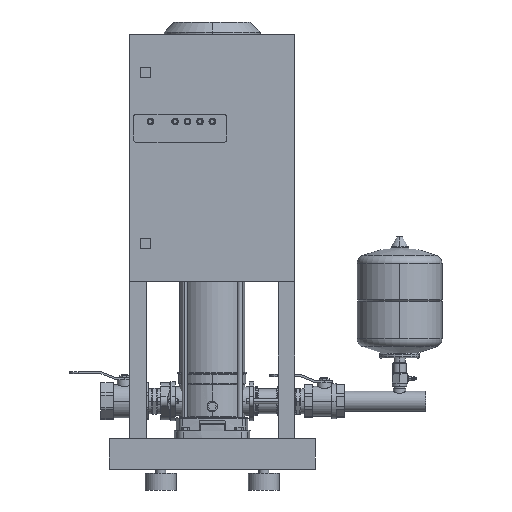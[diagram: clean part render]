
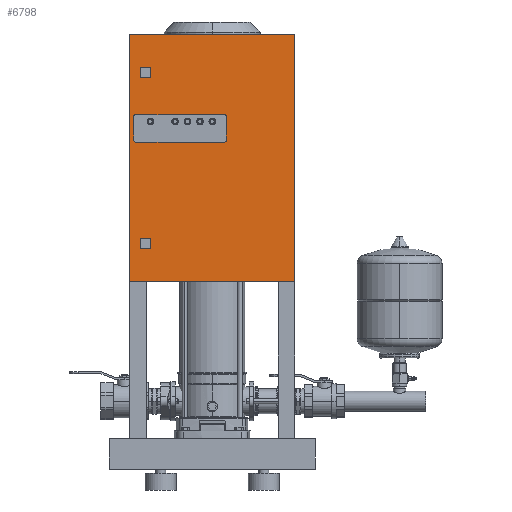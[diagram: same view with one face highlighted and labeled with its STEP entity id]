
A CAD part, front view. The second image highlights one B-rep face of the part: STEP entity #6798.
In plain terms, the highlighted planar face has unit normal (0, -1, 0).
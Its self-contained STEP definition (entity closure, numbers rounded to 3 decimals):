
#6085=CARTESIAN_POINT('',(-185.,-415.0,910.0));
#6086=VERTEX_POINT('',#6085);
#6093=CARTESIAN_POINT('',(-190.,-415.0,905.0));
#6094=VERTEX_POINT('',#6093);
#6095=CARTESIAN_POINT('',(-185.,-415.,905.0));
#6096=DIRECTION('',(0.0,1.,0.0));
#6097=DIRECTION('',(-0.707,0.0,0.707));
#6098=AXIS2_PLACEMENT_3D('',#6095,#6096,#6097);
#6099=CIRCLE('',#6098,5.);
#6100=EDGE_CURVE('',#6094,#6086,#6099,.T.);
#6117=CARTESIAN_POINT('',(-190.,-415.0,848.0));
#6118=VERTEX_POINT('',#6117);
#6119=CARTESIAN_POINT('',(-190.,-415.0,848.0));
#6120=DIRECTION('',(0.0,0.0,1.0));
#6121=VECTOR('',#6120,57.0);
#6122=LINE('',#6119,#6121);
#6123=EDGE_CURVE('',#6118,#6094,#6122,.T.);
#6140=CARTESIAN_POINT('',(-185.,-415.0,843.0));
#6141=VERTEX_POINT('',#6140);
#6142=CARTESIAN_POINT('',(-185.,-415.,848.0));
#6143=DIRECTION('',(0.0,1.,0.0));
#6144=DIRECTION('',(-0.707,0.0,-0.707));
#6145=AXIS2_PLACEMENT_3D('',#6142,#6143,#6144);
#6146=CIRCLE('',#6145,5.);
#6147=EDGE_CURVE('',#6141,#6118,#6146,.T.);
#6167=CARTESIAN_POINT('',(29.,-415.0,910.0));
#6168=VERTEX_POINT('',#6167);
#6175=CARTESIAN_POINT('',(-185.,-415.0,910.0));
#6176=DIRECTION('',(1.0,0.0,0.0));
#6177=VECTOR('',#6176,214.);
#6178=LINE('',#6175,#6177);
#6179=EDGE_CURVE('',#6086,#6168,#6178,.T.);
#6190=CARTESIAN_POINT('',(29.,-415.0,843.0));
#6191=VERTEX_POINT('',#6190);
#6192=CARTESIAN_POINT('',(29.,-415.0,843.0));
#6193=DIRECTION('',(-1.0,0.0,0.0));
#6194=VECTOR('',#6193,214.);
#6195=LINE('',#6192,#6194);
#6196=EDGE_CURVE('',#6191,#6141,#6195,.T.);
#6215=CARTESIAN_POINT('',(34.,-415.0,848.0));
#6216=VERTEX_POINT('',#6215);
#6217=CARTESIAN_POINT('',(29.,-415.,848.0));
#6218=DIRECTION('',(0.0,1.0,0.0));
#6219=DIRECTION('',(0.0,0.0,1.0));
#6220=AXIS2_PLACEMENT_3D('',#6217,#6218,#6219);
#6221=CIRCLE('',#6220,5.);
#6222=EDGE_CURVE('',#6216,#6191,#6221,.T.);
#6240=CARTESIAN_POINT('',(34.,-415.0,905.0));
#6241=VERTEX_POINT('',#6240);
#6242=CARTESIAN_POINT('',(34.,-415.0,905.0));
#6243=DIRECTION('',(0.0,0.0,-1.0));
#6244=VECTOR('',#6243,57.0);
#6245=LINE('',#6242,#6244);
#6246=EDGE_CURVE('',#6241,#6216,#6245,.T.);
#6264=CARTESIAN_POINT('',(29.,-415.,905.0));
#6265=DIRECTION('',(0.0,1.0,0.0));
#6266=DIRECTION('',(-1.0,0.0,0.0));
#6267=AXIS2_PLACEMENT_3D('',#6264,#6265,#6266);
#6268=CIRCLE('',#6267,5.);
#6269=EDGE_CURVE('',#6168,#6241,#6268,.T.);
#6370=CARTESIAN_POINT('',(-150.,-415.,1025.0));
#6371=VERTEX_POINT('',#6370);
#6378=CARTESIAN_POINT('',(-175.,-415.,1025.0));
#6379=VERTEX_POINT('',#6378);
#6380=CARTESIAN_POINT('',(-175.,-415.,1025.0));
#6381=DIRECTION('',(1.0,0.0,0.0));
#6382=VECTOR('',#6381,25.);
#6383=LINE('',#6380,#6382);
#6384=EDGE_CURVE('',#6379,#6371,#6383,.T.);
#6402=CARTESIAN_POINT('',(-175.,-415.,1000.0));
#6403=VERTEX_POINT('',#6402);
#6404=CARTESIAN_POINT('',(-175.,-415.,1000.0));
#6405=DIRECTION('',(0.0,0.0,1.0));
#6406=VECTOR('',#6405,25.0);
#6407=LINE('',#6404,#6406);
#6408=EDGE_CURVE('',#6403,#6379,#6407,.T.);
#6426=CARTESIAN_POINT('',(-150.,-415.,1000.0));
#6427=VERTEX_POINT('',#6426);
#6428=CARTESIAN_POINT('',(-150.,-415.,1000.0));
#6429=DIRECTION('',(-1.0,0.0,0.0));
#6430=VECTOR('',#6429,25.);
#6431=LINE('',#6428,#6430);
#6432=EDGE_CURVE('',#6427,#6403,#6431,.T.);
#6450=CARTESIAN_POINT('',(-150.,-415.,1025.0));
#6451=DIRECTION('',(0.0,0.0,-1.0));
#6452=VECTOR('',#6451,25.0);
#6453=LINE('',#6450,#6452);
#6454=EDGE_CURVE('',#6371,#6427,#6453,.T.);
#6515=CARTESIAN_POINT('',(-150.,-415.,585.0));
#6516=VERTEX_POINT('',#6515);
#6523=CARTESIAN_POINT('',(-150.,-415.,610.0));
#6524=VERTEX_POINT('',#6523);
#6525=CARTESIAN_POINT('',(-150.,-415.,610.0));
#6526=DIRECTION('',(0.0,0.0,-1.0));
#6527=VECTOR('',#6526,25.0);
#6528=LINE('',#6525,#6527);
#6529=EDGE_CURVE('',#6524,#6516,#6528,.T.);
#6553=CARTESIAN_POINT('',(-175.,-415.,585.0));
#6554=VERTEX_POINT('',#6553);
#6561=CARTESIAN_POINT('',(-150.,-415.,585.0));
#6562=DIRECTION('',(-1.0,0.0,0.0));
#6563=VECTOR('',#6562,25.0);
#6564=LINE('',#6561,#6563);
#6565=EDGE_CURVE('',#6516,#6554,#6564,.T.);
#6584=CARTESIAN_POINT('',(-175.,-415.,610.0));
#6585=VERTEX_POINT('',#6584);
#6592=CARTESIAN_POINT('',(-175.,-415.,585.0));
#6593=DIRECTION('',(0.0,0.0,1.0));
#6594=VECTOR('',#6593,25.0);
#6595=LINE('',#6592,#6594);
#6596=EDGE_CURVE('',#6554,#6585,#6595,.T.);
#6614=CARTESIAN_POINT('',(-175.,-415.,610.0));
#6615=DIRECTION('',(1.0,0.0,0.0));
#6616=VECTOR('',#6615,25.0);
#6617=LINE('',#6614,#6616);
#6618=EDGE_CURVE('',#6585,#6524,#6617,.T.);
#6651=CARTESIAN_POINT('',(-200.,-415.0,505.0));
#6652=VERTEX_POINT('',#6651);
#6659=CARTESIAN_POINT('',(-200.,-415.0,1105.0));
#6660=VERTEX_POINT('',#6659);
#6661=CARTESIAN_POINT('',(-200.,-415.0,505.0));
#6662=DIRECTION('',(0.0,0.0,1.0));
#6663=VECTOR('',#6662,600.0);
#6664=LINE('',#6661,#6663);
#6665=EDGE_CURVE('',#6652,#6660,#6664,.T.);
#6746=CARTESIAN_POINT('',(-100.,-415.,725.0));
#6747=DIRECTION('',(0.0,-1.0,0.0));
#6748=DIRECTION('',(1.0,0.0,0.0));
#6749=AXIS2_PLACEMENT_3D('',#6746,#6747,#6748);
#6750=PLANE('',#6749);
#6751=CARTESIAN_POINT('',(200.,-415.0,505.0));
#6752=VERTEX_POINT('',#6751);
#6753=CARTESIAN_POINT('',(200.,-415.0,505.0));
#6754=DIRECTION('',(-1.0,0.0,0.0));
#6755=VECTOR('',#6754,400.);
#6756=LINE('',#6753,#6755);
#6757=EDGE_CURVE('',#6752,#6652,#6756,.T.);
#6758=ORIENTED_EDGE('',*,*,#6757,.F.);
#6759=CARTESIAN_POINT('',(200.,-415.0,1105.0));
#6760=VERTEX_POINT('',#6759);
#6761=CARTESIAN_POINT('',(200.,-415.0,1105.0));
#6762=DIRECTION('',(0.0,0.0,-1.0));
#6763=VECTOR('',#6762,600.0);
#6764=LINE('',#6761,#6763);
#6765=EDGE_CURVE('',#6760,#6752,#6764,.T.);
#6766=ORIENTED_EDGE('',*,*,#6765,.F.);
#6767=CARTESIAN_POINT('',(-200.,-415.0,1105.0));
#6768=DIRECTION('',(1.0,0.0,0.0));
#6769=VECTOR('',#6768,400.0);
#6770=LINE('',#6767,#6769);
#6771=EDGE_CURVE('',#6660,#6760,#6770,.T.);
#6772=ORIENTED_EDGE('',*,*,#6771,.F.);
#6773=ORIENTED_EDGE('',*,*,#6665,.F.);
#6774=EDGE_LOOP('',(#6758,#6766,#6772,#6773));
#6775=FACE_OUTER_BOUND('',#6774,.T.);
#6776=ORIENTED_EDGE('',*,*,#6100,.T.);
#6777=ORIENTED_EDGE('',*,*,#6179,.T.);
#6778=ORIENTED_EDGE('',*,*,#6269,.T.);
#6779=ORIENTED_EDGE('',*,*,#6246,.T.);
#6780=ORIENTED_EDGE('',*,*,#6222,.T.);
#6781=ORIENTED_EDGE('',*,*,#6196,.T.);
#6782=ORIENTED_EDGE('',*,*,#6147,.T.);
#6783=ORIENTED_EDGE('',*,*,#6123,.T.);
#6784=EDGE_LOOP('',(#6776,#6777,#6778,#6779,#6780,#6781,#6782,#6783));
#6785=FACE_BOUND('',#6784,.T.);
#6786=ORIENTED_EDGE('',*,*,#6384,.T.);
#6787=ORIENTED_EDGE('',*,*,#6454,.T.);
#6788=ORIENTED_EDGE('',*,*,#6432,.T.);
#6789=ORIENTED_EDGE('',*,*,#6408,.T.);
#6790=EDGE_LOOP('',(#6786,#6787,#6788,#6789));
#6791=FACE_BOUND('',#6790,.T.);
#6792=ORIENTED_EDGE('',*,*,#6529,.T.);
#6793=ORIENTED_EDGE('',*,*,#6565,.T.);
#6794=ORIENTED_EDGE('',*,*,#6596,.T.);
#6795=ORIENTED_EDGE('',*,*,#6618,.T.);
#6796=EDGE_LOOP('',(#6792,#6793,#6794,#6795));
#6797=FACE_BOUND('',#6796,.T.);
#6798=ADVANCED_FACE('',(#6775,#6785,#6791,#6797),#6750,.T.);
